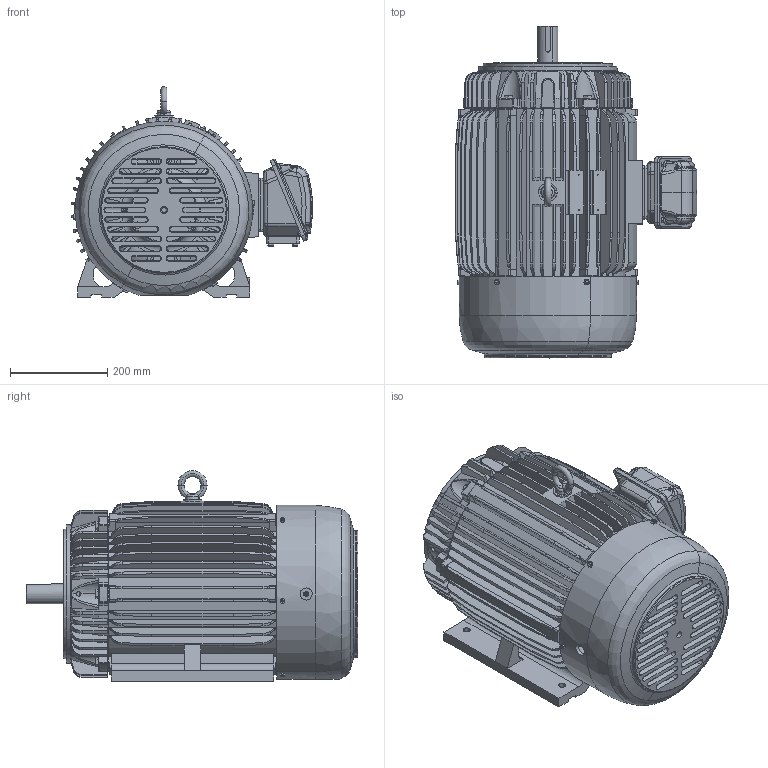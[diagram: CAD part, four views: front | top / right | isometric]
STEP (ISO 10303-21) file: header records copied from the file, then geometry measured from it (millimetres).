
FILE_DESCRIPTION(('CATIA V5 STEP Exchange'),'2;1');
FILE_NAME('286T-HV-CF_AllCATPart.stp','2012-08-24T08:01:44+00:00',('none'),('none'),'CATIA Version 5 Release 19 SP 9 (IN-10)','CATIA V5 STEP AP203','none');
FILE_SCHEMA(('CONFIG_CONTROL_DESIGN'));
Length unit declared in the file: millimetre
Products named in the file (1): 286T-HV-CF_AllCATPart
Bounding box: 497.32 x 684.05 x 434 mm (x, y, z)
Volume: 16147752.3 mm3; surface area: 3333465 mm2
Topology: 49 solids, 49 shells, 3668 faces, 9976 edges, 6426 vertices
Faces by surface type: plane 1277, cylinder 884, torus 633, cone 558, bspline 281, sphere 29, extrusion 4, revolution 2
Entity records: 133695 total; most frequent: CARTESIAN_POINT 54593, ORIENTED_EDGE 19836, DIRECTION 10491, EDGE_CURVE 9918, VERTEX_POINT 6426, AXIS2_PLACEMENT_3D 5326, EDGE_LOOP 3958, ADVANCED_FACE 3668
